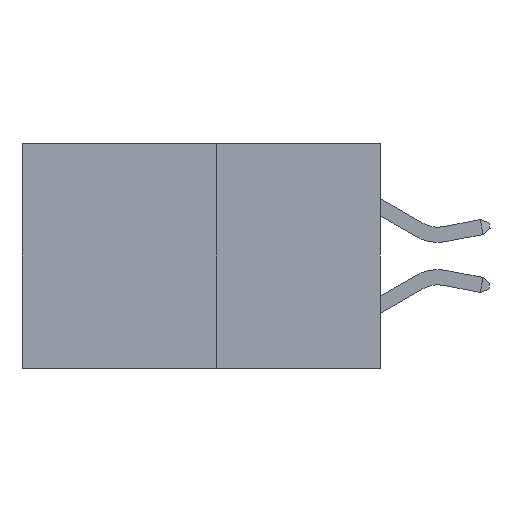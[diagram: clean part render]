
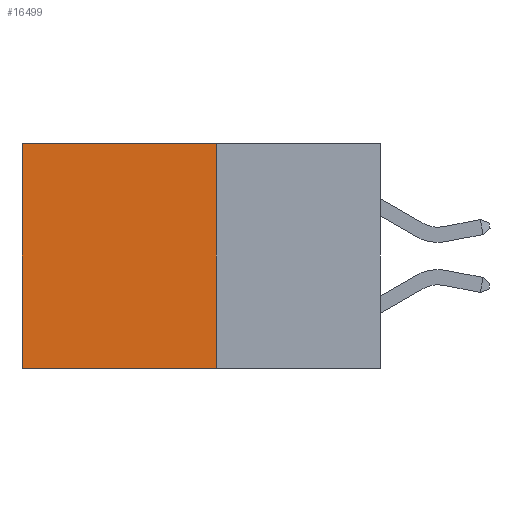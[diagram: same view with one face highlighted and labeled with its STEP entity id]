
A CAD part, left-side view. The second image highlights one B-rep face of the part: STEP entity #16499.
In plain terms, the highlighted planar face has unit normal (-1, 0, 0).
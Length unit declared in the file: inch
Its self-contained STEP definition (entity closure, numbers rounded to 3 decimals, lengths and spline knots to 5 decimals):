
#1006 = VECTOR ( 'NONE', #17134, 39.37008 ) ;
#1278 = CARTESIAN_POINT ( 'NONE',  ( 0.277, 0.59, 0. ) ) ;
#2134 = EDGE_CURVE ( 'NONE', #8101, #17729, #10610, .T. ) ;
#3046 = CARTESIAN_POINT ( 'NONE',  ( 0.277, 0.27, 0. ) ) ;
#3624 = VERTEX_POINT ( 'NONE', #1278 ) ;
#4217 = EDGE_CURVE ( 'NONE', #5862, #8101, #14599, .T. ) ;
#4626 = VECTOR ( 'NONE', #6521, 39.37008 ) ;
#5862 = VERTEX_POINT ( 'NONE', #16829 ) ;
#5883 = DIRECTION ( 'NONE',  ( 0., 0., -1. ) ) ;
#6268 = DIRECTION ( 'NONE',  ( 1., 0., 0. ) ) ;
#6521 = DIRECTION ( 'NONE',  ( 0., 1., 0. ) ) ;
#6955 = VECTOR ( 'NONE', #13653, 39.37008 ) ;
#7000 = CARTESIAN_POINT ( 'NONE',  ( 0.277, 0.27, -0.37 ) ) ;
#8101 = VERTEX_POINT ( 'NONE', #17558 ) ;
#8587 = ORIENTED_EDGE ( 'NONE', *, *, #11327, .T. ) ;
#10610 = LINE ( 'NONE', #14164, #17877 ) ;
#11160 = ORIENTED_EDGE ( 'NONE', *, *, #2134, .F. ) ;
#11327 = EDGE_CURVE ( 'NONE', #5862, #3624, #12314, .T. ) ;
#11479 = CARTESIAN_POINT ( 'NONE',  ( 0.277, 0.59, -0.37 ) ) ;
#11940 = CARTESIAN_POINT ( 'NONE',  ( 0.277, 0.27, -0.37 ) ) ;
#12204 = EDGE_CURVE ( 'NONE', #3624, #17729, #16515, .T. ) ;
#12314 = LINE ( 'NONE', #3046, #4626 ) ;
#12325 = ORIENTED_EDGE ( 'NONE', *, *, #4217, .F. ) ;
#13653 = DIRECTION ( 'NONE',  ( 0., 0., -1. ) ) ;
#13789 = DIRECTION ( 'NONE',  ( 0., 1., 0. ) ) ;
#13868 = PLANE ( 'NONE',  #18355 ) ;
#13890 = ORIENTED_EDGE ( 'NONE', *, *, #12204, .T. ) ;
#14039 = EDGE_LOOP ( 'NONE', ( #13890, #11160, #12325, #8587 ) ) ;
#14164 = CARTESIAN_POINT ( 'NONE',  ( 0.277, 0.27, -0.37 ) ) ;
#14599 = LINE ( 'NONE', #11940, #6955 ) ;
#16499 = ADVANCED_FACE ( 'NONE', ( #18671 ), #13868, .F. ) ;
#16515 = LINE ( 'NONE', #17219, #1006 ) ;
#16829 = CARTESIAN_POINT ( 'NONE',  ( 0.277, 0.27, 0. ) ) ;
#17134 = DIRECTION ( 'NONE',  ( 0., 0., -1. ) ) ;
#17219 = CARTESIAN_POINT ( 'NONE',  ( 0.277, 0.59, -0.37 ) ) ;
#17558 = CARTESIAN_POINT ( 'NONE',  ( 0.277, 0.27, -0.37 ) ) ;
#17729 = VERTEX_POINT ( 'NONE', #11479 ) ;
#17877 = VECTOR ( 'NONE', #13789, 39.37008 ) ;
#18355 = AXIS2_PLACEMENT_3D ( 'NONE', #7000, #6268, #5883 ) ;
#18671 = FACE_OUTER_BOUND ( 'NONE', #14039, .T. ) ;
